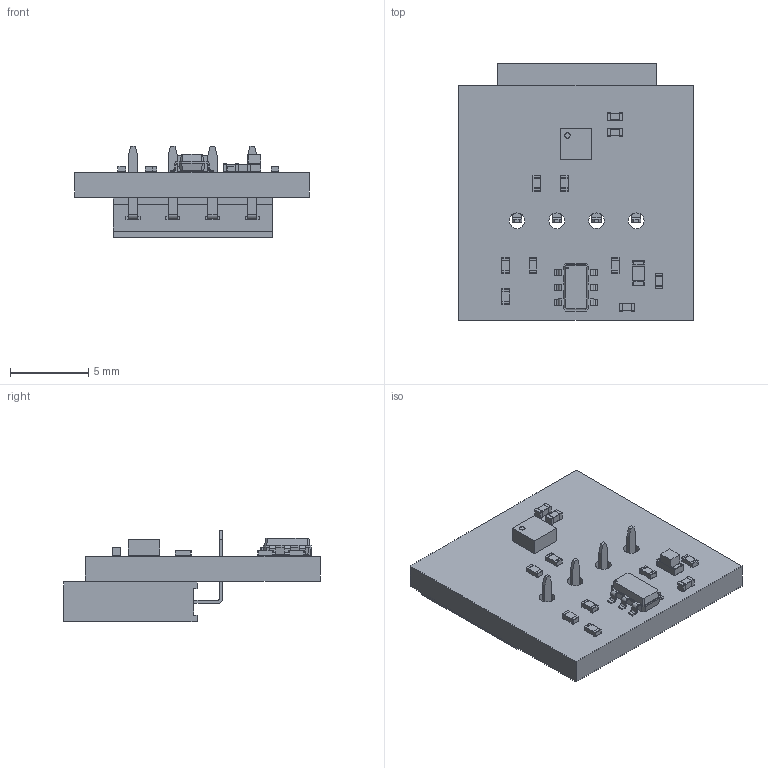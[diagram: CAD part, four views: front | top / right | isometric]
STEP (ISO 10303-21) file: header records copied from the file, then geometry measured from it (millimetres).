
FILE_DESCRIPTION(('KiCad electronic assembly'),'2;1');
FILE_NAME('TrackRing.step','2025-01-22T12:18:13',('Pcbnew'),('Kicad'), 'Open CASCADE STEP processor 7.6','KiCad to STEP converter','Unknown' );
FILE_SCHEMA(('AUTOMOTIVE_DESIGN { 1 0 10303 214 1 1 1 1 }'));
Length unit declared in the file: millimetre
Products named in the file (14): TrackRing 1; R_0402_1005Metric; SOLID; C_0402_1005Metric; LED_0603_1608Metric; LGA-12_2x2mm_P0.5mm; TSOP-6_1.65x3.05mm_P0.95mm; PinSocket_1x04_P2.54mm_Horizontal; PCB
Assembly tree (21 placements, depth 3):
  TrackRing 1
    R_0402_1005Metric  x7
      SOLID
    C_0402_1005Metric  x3
      SOLID
    LED_0603_1608Metric
      SOLID
    LGA-12_2x2mm_P0.5mm
      SOLID
    TSOP-6_1.65x3.05mm_P0.95mm
      SOLID
    PinSocket_1x04_P2.54mm_Horizontal
      SOLID
    PCB
Bounding box: 15 x 16.38 x 5.84 mm (x, y, z)
Volume: 570.3 mm3; surface area: 1014.6 mm2
Topology: 15 solids, 15 shells, 670 faces, 1721 edges, 1114 vertices
Faces by surface type: plane 502, cylinder 138, bspline 30
Full cylindrical faces by diameter (mm): 0.1 x1, 0.35 x1, 1 x4
Entity records: 32625 total; most frequent: CARTESIAN_POINT 5591, DIRECTION 4377, LINE 3150, VECTOR 3150, ORIENTED_EDGE 2338, PCURVE 2338, DEFINITIONAL_REPRESENTATION 2338, EDGE_CURVE 1169
